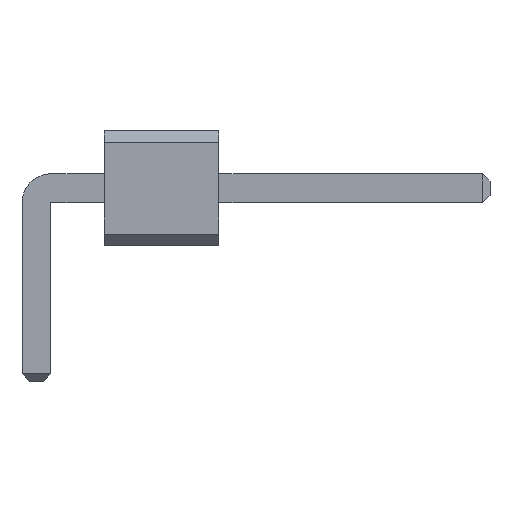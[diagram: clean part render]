
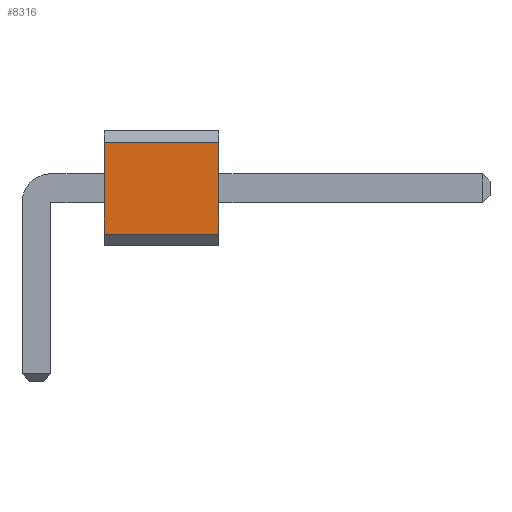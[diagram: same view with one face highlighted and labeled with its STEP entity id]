
A CAD part, front view. The second image highlights one B-rep face of the part: STEP entity #8316.
In plain terms, the highlighted planar face has unit normal (0, -1, 0).
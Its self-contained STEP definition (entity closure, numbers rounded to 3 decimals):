
#862 = VERTEX_POINT('',#863);
#863 = CARTESIAN_POINT('',(1.5,-77.47,2.286));
#869 = EDGE_CURVE('',#870,#862,#872,.T.);
#870 = VERTEX_POINT('',#871);
#871 = CARTESIAN_POINT('',(1.5,-77.47,0.254));
#872 = LINE('',#873,#874);
#873 = CARTESIAN_POINT('',(1.5,-77.47,0.254));
#874 = VECTOR('',#875,1.);
#875 = DIRECTION('',(0.,0.,1.));
#3405 = VERTEX_POINT('',#3406);
#3406 = CARTESIAN_POINT('',(4.04,-77.47,2.286));
#3412 = EDGE_CURVE('',#3413,#3405,#3415,.T.);
#3413 = VERTEX_POINT('',#3414);
#3414 = CARTESIAN_POINT('',(4.04,-77.47,0.254));
#3415 = LINE('',#3416,#3417);
#3416 = CARTESIAN_POINT('',(4.04,-77.47,0.254));
#3417 = VECTOR('',#3418,1.);
#3418 = DIRECTION('',(0.,0.,1.));
#8288 = EDGE_CURVE('',#870,#3413,#8289,.T.);
#8289 = LINE('',#8290,#8291);
#8290 = CARTESIAN_POINT('',(1.5,-77.47,0.254));
#8291 = VECTOR('',#8292,1.);
#8292 = DIRECTION('',(1.,0.,0.));
#8316 = ADVANCED_FACE('',(#8317),#8328,.T.);
#8317 = FACE_BOUND('',#8318,.T.);
#8318 = EDGE_LOOP('',(#8319,#8320,#8321,#8327));
#8319 = ORIENTED_EDGE('',*,*,#8288,.T.);
#8320 = ORIENTED_EDGE('',*,*,#3412,.T.);
#8321 = ORIENTED_EDGE('',*,*,#8322,.F.);
#8322 = EDGE_CURVE('',#862,#3405,#8323,.T.);
#8323 = LINE('',#8324,#8325);
#8324 = CARTESIAN_POINT('',(1.5,-77.47,2.286));
#8325 = VECTOR('',#8326,1.);
#8326 = DIRECTION('',(1.,0.,0.));
#8327 = ORIENTED_EDGE('',*,*,#869,.F.);
#8328 = PLANE('',#8329);
#8329 = AXIS2_PLACEMENT_3D('',#8330,#8331,#8332);
#8330 = CARTESIAN_POINT('',(1.5,-77.47,0.254));
#8331 = DIRECTION('',(0.,-1.,0.));
#8332 = DIRECTION('',(0.,0.,1.));
